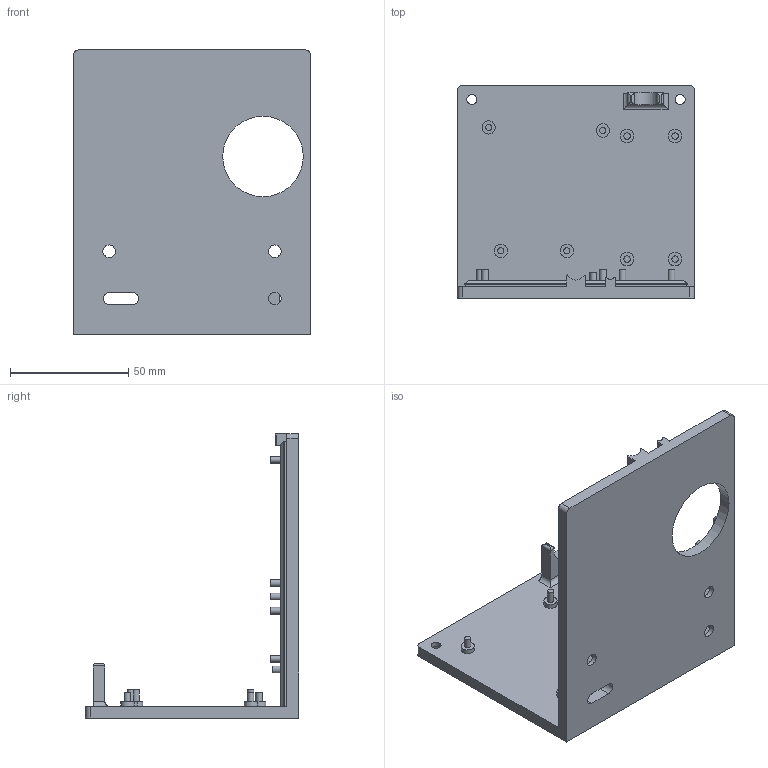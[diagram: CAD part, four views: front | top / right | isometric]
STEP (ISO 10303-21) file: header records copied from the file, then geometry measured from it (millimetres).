
FILE_DESCRIPTION(/* description */ ('STEP AP242','CAx-IF Rec.Pracs.---Representation and Presentation of Product Manufacturing Information (PMI)---4.0---2014-10-13','CAx-IF Rec.Pracs.---3D Tessellated Geometry---0.4---2014-09-14','2;1'),/* implementation_level */ '2;1');
FILE_NAME(/* name */ '6733382f54ce8c254186547f',/* time_stamp */ '2024-11-12T11:12:48Z',/* author */ (''),/* organization */ (''),/* preprocessor_version */ 'ST-DEVELOPER v20',/* originating_system */ 'ONSHAPE BY PTC INC, 1.189',/* authorisation */ ' ');
FILE_SCHEMA (('AP242_MANAGED_MODEL_BASED_3D_ENGINEERING_MIM_LF { 1 0 10303 442 1 1 4 }'));
Length unit declared in the file: metre
Products named in the file (1): BACK_BASE
Bounding box: 100 x 90 x 120 mm (x, y, z)
Volume: 99771.2 mm3; surface area: 47196.6 mm2
Topology: 1 solids, 1 shells, 265 faces, 624 edges, 408 vertices
Faces by surface type: plane 144, cylinder 121
Full cylindrical faces by diameter (mm): 2.6 x4, 2.7 x4, 2.84 x12, 4.2 x2, 4.84 x12, 5.3 x3, 5.6 x4, 5.7 x4, 34 x1
Entity records: 7460 total; most frequent: CARTESIAN_POINT 1324, DIRECTION 1302, ORIENTED_EDGE 1152, EDGE_CURVE 576, AXIS2_PLACEMENT_3D 478, VERTEX_POINT 406, EDGE_LOOP 372, FACE_BOUND 372
